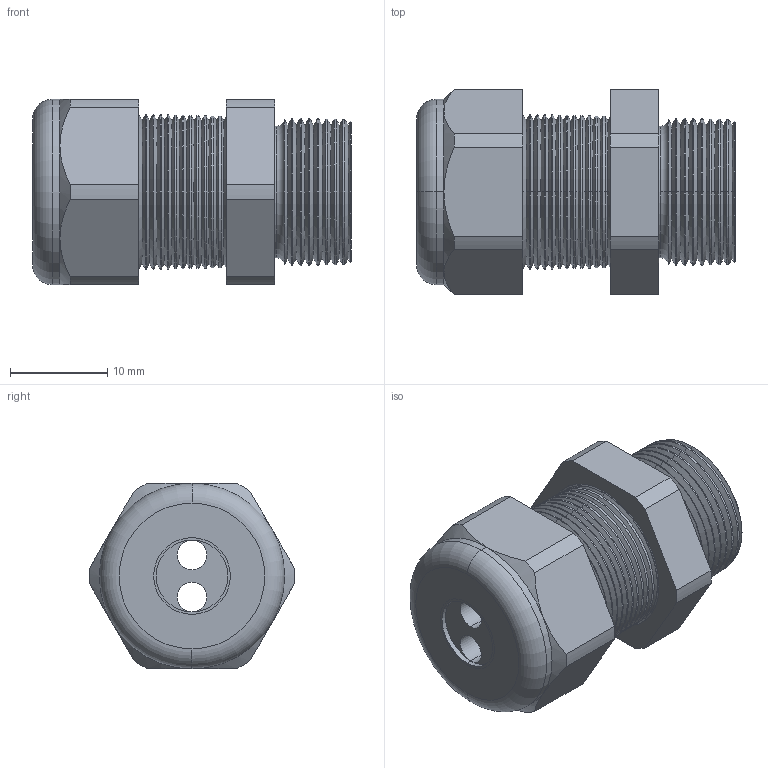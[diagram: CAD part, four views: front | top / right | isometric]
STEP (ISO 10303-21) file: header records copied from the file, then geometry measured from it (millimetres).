
FILE_DESCRIPTION (( 'STEP AP203' ), '1' );
FILE_NAME ('CD17M1-BK.STEP', '2008-11-24T07:42:35', ( 'bay06' ), ( '' ), 'SwSTEP 2.0', 'SolidWorks 2007', '' );
FILE_SCHEMA (( 'CONFIG_CONTROL_DESIGN' ));
Length unit declared in the file: inch
Products named in the file (1): CD17M1-BK
Bounding box: 32.77 x 21.14 x 19.05 mm (x, y, z)
Volume: 5795.2 mm3; surface area: 4291.9 mm2
Topology: 2 solids, 2 shells, 183 faces, 388 edges, 214 vertices
Faces by surface type: cone 132, cylinder 24, plane 21, torus 6
Entity records: 4963 total; most frequent: DIRECTION 940, CARTESIAN_POINT 858, ORIENTED_EDGE 776, EDGE_CURVE 388, AXIS2_PLACEMENT_3D 380, VERTEX_POINT 214, CIRCLE 196, EDGE_LOOP 194
